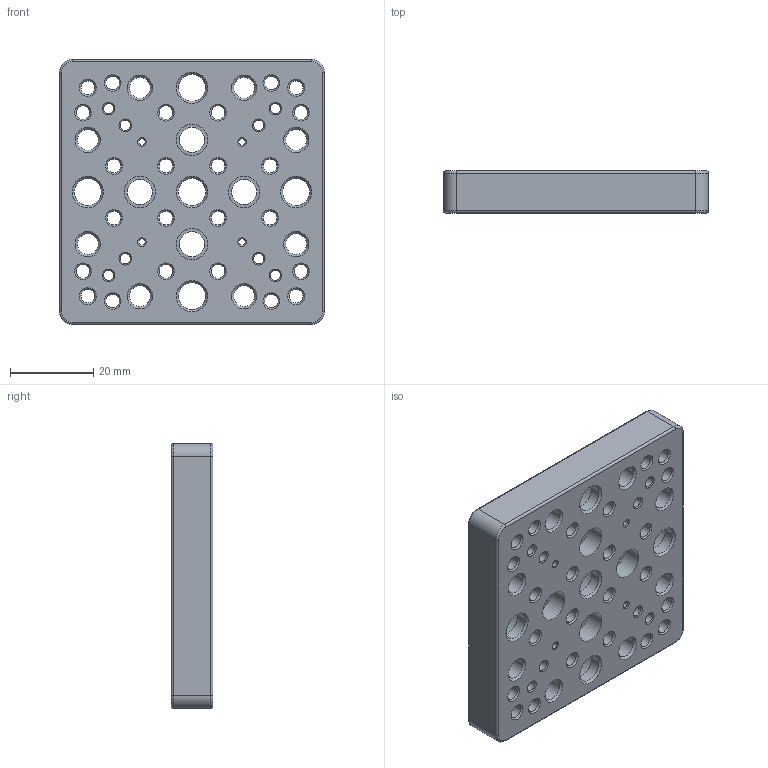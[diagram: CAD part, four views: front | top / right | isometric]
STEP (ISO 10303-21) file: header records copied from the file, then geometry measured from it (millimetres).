
FILE_DESCRIPTION (( 'STEP AP203' ), '1' );
FILE_NAME ('63.5-63.5-10-A-蛌諉啣.STEP', '2025-05-19T03:19:28', ( 'Windows User' ), ( 'P R C' ), 'SwSTEP 2.0', 'SolidWorks 2020', '' );
FILE_SCHEMA (( 'CONFIG_CONTROL_DESIGN' ));
Length unit declared in the file: millimetre
Products named in the file (1): 63.5-63.5-10-A-蛌諉啣
Bounding box: 63.5 x 10 x 63.5 mm (x, y, z)
Volume: 30798.3 mm3; surface area: 15808.8 mm2
Topology: 1 solids, 1 shells, 151 faces, 350 edges, 210 vertices
Faces by surface type: cylinder 74, cone 54, plane 15, torus 8
Full cylindrical faces by diameter (mm): 1.6 x4, 2.5 x8, 3.3 x24, 5 x8, 6 x4, 6.5 x5, 7.5 x4, 11 x5
Entity records: 4023 total; most frequent: DIRECTION 748, CARTESIAN_POINT 596, ORIENTED_EDGE 468, EDGE_LOOP 382, AXIS2_PLACEMENT_3D 362, EDGE_CURVE 234, FACE_OUTER_BOUND 213, CIRCLE 210
